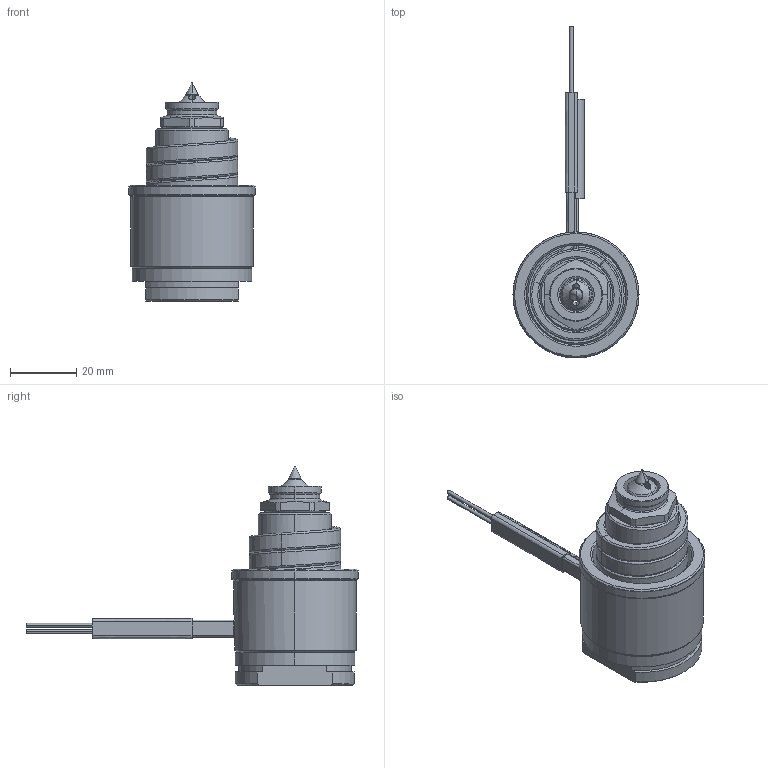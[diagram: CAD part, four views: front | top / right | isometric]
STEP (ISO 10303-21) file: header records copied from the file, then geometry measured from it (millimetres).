
FILE_DESCRIPTION((''),'2;1');
FILE_NAME('LS-66-BKS-N','2014-02-12T',('Íàòàëüÿ'),('IMID'),'PRO/ENGINEER BY PARAMETRIC TECHNOLOGY CORPORATION, 2010480','PRO/ENGINEER BY PARAMETRIC TECHNOLOGY CORPORATION, 2010480','');
FILE_SCHEMA(('CONFIG_CONTROL_DESIGN'));
Length unit declared in the file: millimetre
Products named in the file (1): LS-66-BKS-N
Bounding box: 38 x 100 x 66.2 mm (x, y, z)
Volume: 42050.3 mm3; surface area: 21570.4 mm2
Topology: 1 solids, 9 shells, 323 faces, 790 edges, 468 vertices
Faces by surface type: cylinder 107, cone 64, plane 51, bspline 50, torus 34, revolution 9, extrusion 8
Entity records: 14806 total; most frequent: CARTESIAN_POINT 7525, ORIENTED_EDGE 1536, DIRECTION 1446, EDGE_CURVE 780, AXIS2_PLACEMENT_3D 579, VERTEX_POINT 468, EDGE_LOOP 346, FACE_OUTER_BOUND 323
